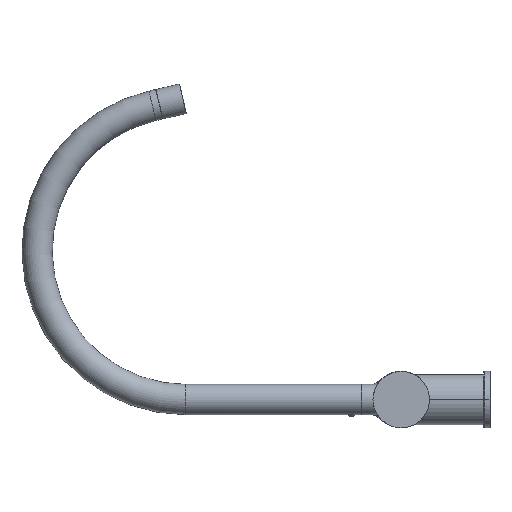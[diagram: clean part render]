
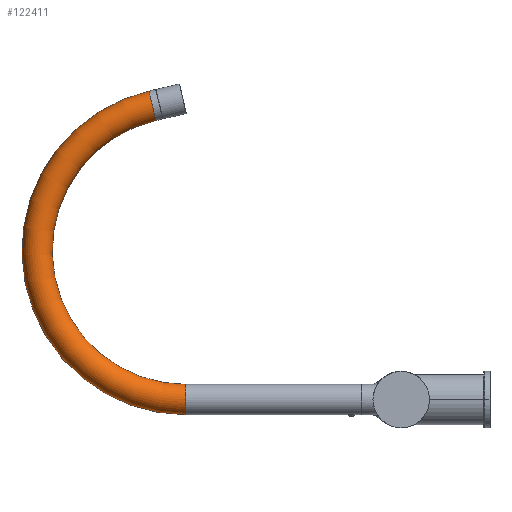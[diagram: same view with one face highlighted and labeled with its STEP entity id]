
A CAD part, left-side view. The second image highlights one B-rep face of the part: STEP entity #122411.
In plain terms, the highlighted toroidal (fillet/blend) face has major radius 117.886 mm and minor radius 12 mm.
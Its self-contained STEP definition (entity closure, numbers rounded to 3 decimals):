
#105976=CARTESIAN_POINT('',(0.,197.074,
232.75));
#105977=DIRECTION('',(0.,-0.974,0.225));
#105978=DIRECTION('',(0.,0.225,0.974));
#105979=AXIS2_PLACEMENT_3D('',#105976,#105977,#105978);
#105985=CARTESIAN_POINT('',(0.,170.555,0.));
#105986=DIRECTION('',(0.,1.,0.));
#105987=DIRECTION('',(0.,0.,-1.));
#105988=AXIS2_PLACEMENT_3D('',#105985,#105986,#105987);
#105990=CARTESIAN_POINT('',(0.,170.555,
117.886));
#105991=DIRECTION('',(1.,0.,0.));
#105992=DIRECTION('',(0.,0.,-1.));
#105993=AXIS2_PLACEMENT_3D('',#105990,#105991,#105992);
#114445=CARTESIAN_POINT('',(0.,170.555,
117.886));
#114446=DIRECTION('',(1.,0.,0.));
#114447=DIRECTION('',(0.,0.,-1.));
#114448=AXIS2_PLACEMENT_3D('',#114445,#114446,#114447);
#114911=CARTESIAN_POINT('',(0.,170.555,12.));
#114912=CARTESIAN_POINT('',(0.,170.555,-12.));
#114913=VERTEX_POINT('',#114911);
#114914=VERTEX_POINT('',#114912);
#114915=CARTESIAN_POINT('',(0.,194.374,
221.058));
#114916=CARTESIAN_POINT('',(0.,199.773,
244.443));
#114917=VERTEX_POINT('',#114915);
#114918=VERTEX_POINT('',#114916);
#122397=CARTESIAN_POINT('',(0.,170.555,
117.886));
#122398=DIRECTION('',(1.,0.,0.));
#122399=DIRECTION('',(0.,0.,1.));
#122400=AXIS2_PLACEMENT_3D('',#122397,#122398,#122399);
#122401=TOROIDAL_SURFACE('',#122400,117.886,12.);
#122403=ORIENTED_EDGE('',*,*,#122402,.F.);
#122405=ORIENTED_EDGE('',*,*,#122404,.T.);
#122406=ORIENTED_EDGE('',*,*,#122384,.T.);
#122408=ORIENTED_EDGE('',*,*,#122407,.F.);
#122409=EDGE_LOOP('',(#122403,#122405,#122406,#122408));
#122410=FACE_OUTER_BOUND('',#122409,.F.);
#122411=ADVANCED_FACE('',(#122410),#122401,.T.);
#105980=CIRCLE('',#105979,12.);
#105989=CIRCLE('',#105988,12.);
#105994=CIRCLE('',#105993,129.886);
#114449=CIRCLE('',#114448,105.886);
#122384=EDGE_CURVE('',#114918,#114917,#105980,.T.);
#122402=EDGE_CURVE('',#114914,#114913,#105989,.T.);
#122404=EDGE_CURVE('',#114914,#114918,#105994,.T.);
#122407=EDGE_CURVE('',#114913,#114917,#114449,.T.);
